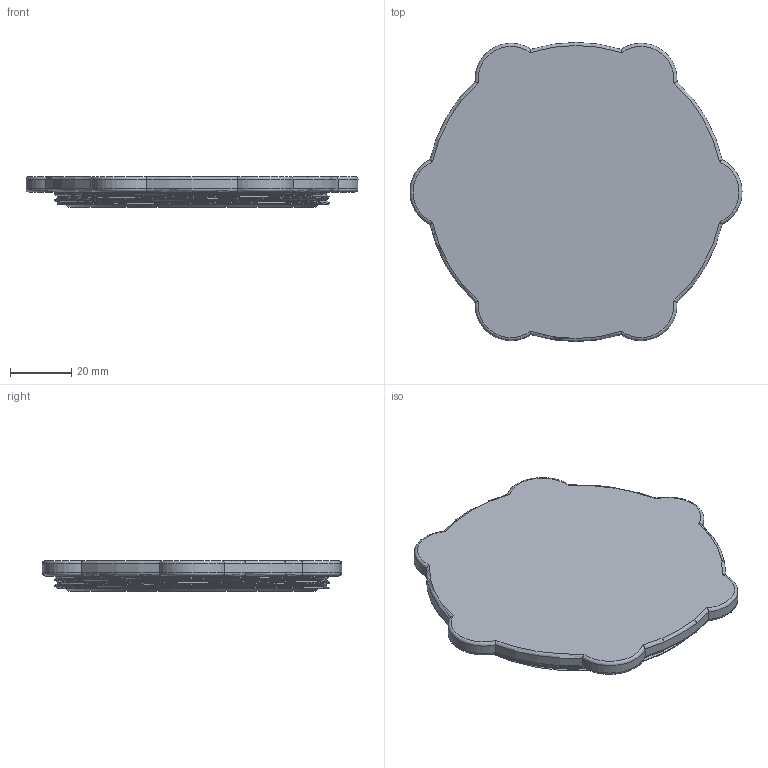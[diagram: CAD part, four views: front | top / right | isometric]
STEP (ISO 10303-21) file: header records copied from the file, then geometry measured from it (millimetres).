
FILE_DESCRIPTION(/* description */ (''),/* implementation_level */ '2;1');
FILE_NAME(/* name */ 'Box_top.step',/* time_stamp */ '2026-02-19T10:00:31+01:00',/* author */ (''),/* organization */ (''),/* preprocessor_version */ 'ST-DEVELOPER v20.1',/* originating_system */ 'Autodesk Translation Framework v14.24.0.0',/* authorisation */ '');
FILE_SCHEMA (('AUTOMOTIVE_DESIGN { 1 0 10303 214 3 1 1 }'));
Length unit declared in the file: millimetre
Products named in the file (1): Box_top
Bounding box: 108.15 x 97.47 x 10 mm (x, y, z)
Volume: 69440.2 mm3; surface area: 19033.5 mm2
Topology: 1 solids, 1 shells, 53 faces, 123 edges, 74 vertices
Faces by surface type: torus 24, cylinder 18, bspline 6, plane 4, cone 1
Full cylindrical faces by diameter (mm): 87.524 x1, 89.3 x1
Entity records: 3523 total; most frequent: CARTESIAN_POINT 2364, ORIENTED_EDGE 246, DIRECTION 221, EDGE_CURVE 123, AXIS2_PLACEMENT_3D 102, VERTEX_POINT 74, EDGE_LOOP 55, CIRCLE 54
